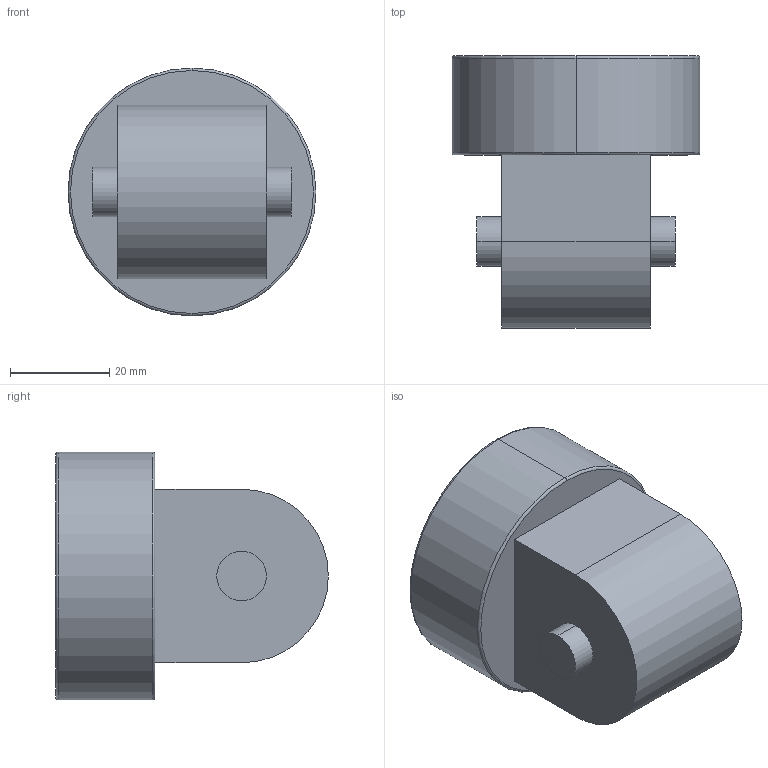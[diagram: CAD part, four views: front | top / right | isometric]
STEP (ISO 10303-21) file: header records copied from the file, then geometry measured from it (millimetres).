
FILE_DESCRIPTION (( 'STEP AP203' ), '1' );
FILE_NAME ('Arm 3_Default_sldprt.STEP', '2017-12-16T02:02:34', ( '' ), ( '' ), 'SwSTEP 2.0', 'SolidWorks 2016', '' );
FILE_SCHEMA (( 'CONFIG_CONTROL_DESIGN' ));
Length unit declared in the file: millimetre
Products named in the file (1): Arm 3_Default_sldprt
Bounding box: 50 x 55 x 50 mm (x, y, z)
Volume: 68132.8 mm3; surface area: 12094 mm2
Topology: 1 solids, 1 shells, 22 faces, 44 edges, 28 vertices
Faces by surface type: cylinder 9, plane 9, torus 4
Entity records: 659 total; most frequent: DIRECTION 116, CARTESIAN_POINT 95, ORIENTED_EDGE 88, AXIS2_PLACEMENT_3D 49, EDGE_CURVE 44, VERTEX_POINT 28, EDGE_LOOP 26, CIRCLE 26
